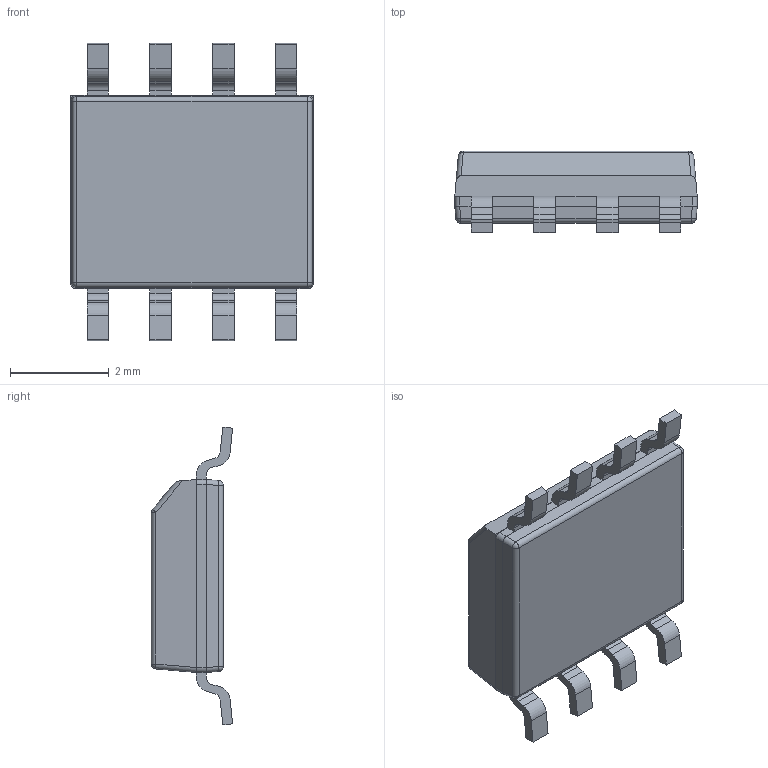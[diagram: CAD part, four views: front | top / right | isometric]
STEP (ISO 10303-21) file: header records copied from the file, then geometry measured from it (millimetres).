
FILE_DESCRIPTION (( 'STEP AP214' ), '1' );
FILE_NAME ('60EAECFA-9434-44A8-B487-C10341634658.STEP', '2022-09-06T12:48:34', ( '' ), ( '' ), 'SwSTEP 2.0', 'SolidWorks 2022', '' );
FILE_SCHEMA (( 'AUTOMOTIVE_DESIGN' ));
Length unit declared in the file: millimetre
Products named in the file (1): 60EAECFA-9434-44A8-B487-C10341634658
Bounding box: 4.9 x 1.64 x 6.02 mm (x, y, z)
Volume: 27.1 mm3; surface area: 111 mm2
Topology: 2 solids, 2 shells, 257 faces, 688 edges, 440 vertices
Faces by surface type: plane 124, bspline 71, cylinder 54, sphere 8
Entity records: 13395 total; most frequent: CARTESIAN_POINT 5705, ORIENTED_EDGE 1360, DIRECTION 1000, EDGE_CURVE 680, VERTEX_POINT 440, LINE 434, VECTOR 434, AXIS2_PLACEMENT_3D 283
